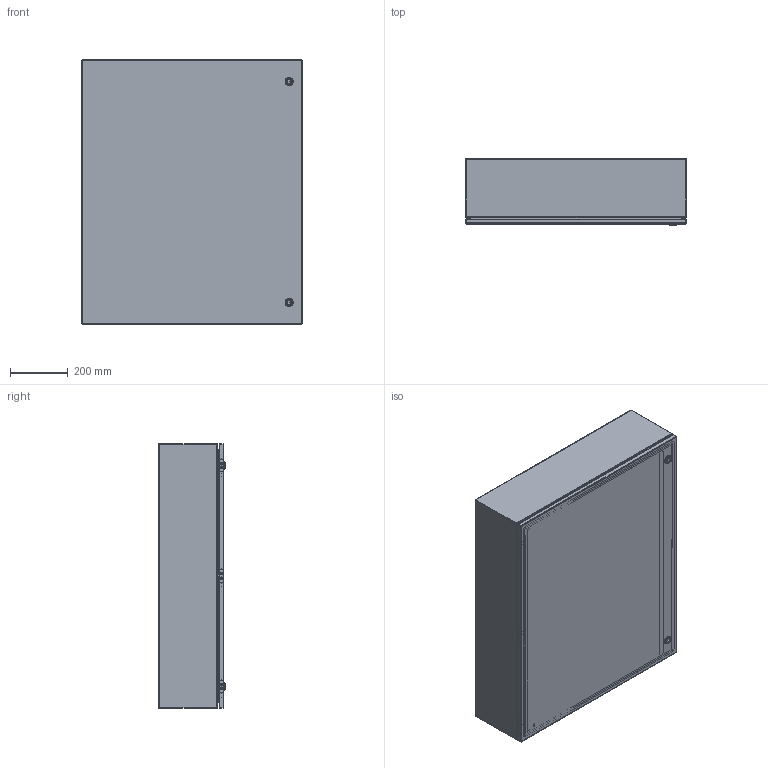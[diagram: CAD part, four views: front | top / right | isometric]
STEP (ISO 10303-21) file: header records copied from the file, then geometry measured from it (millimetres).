
FILE_DESCRIPTION (( 'STEP AP203' ), '1' );
FILE_NAME ('EN4SD36308SS_Default.step', '2019-11-14T21:01:26', ( '' ), ( '' ), 'SwSTEP 2.0', 'SolidWorks 2019', '' );
FILE_SCHEMA (( 'CONFIG_CONTROL_DESIGN' ));
Length unit declared in the file: inch
Products named in the file (1): EN4SD36308SS_Default
Bounding box: 762 x 228.65 x 914.4 mm (x, y, z)
Volume: 4385662.3 mm3; surface area: 4843695.3 mm2
Topology: 35 solids, 36 shells, 959 faces, 2257 edges, 1406 vertices
Faces by surface type: plane 458, cylinder 313, bspline 122, torus 36, cone 30
Entity records: 31480 total; most frequent: CARTESIAN_POINT 9815, ORIENTED_EDGE 4482, DIRECTION 4459, EDGE_CURVE 2241, AXIS2_PLACEMENT_3D 1598, VERTEX_POINT 1406, VECTOR 1263, LINE 1263
